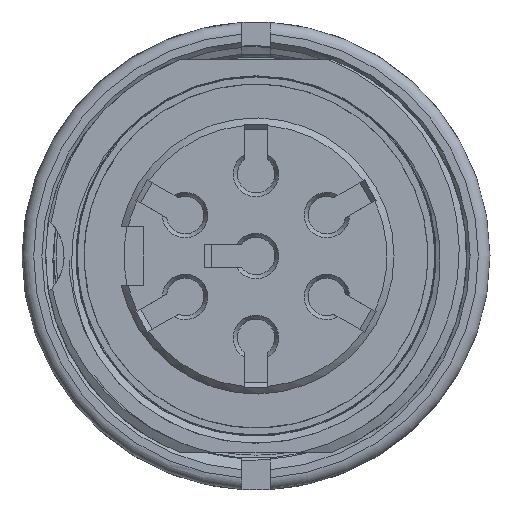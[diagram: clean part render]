
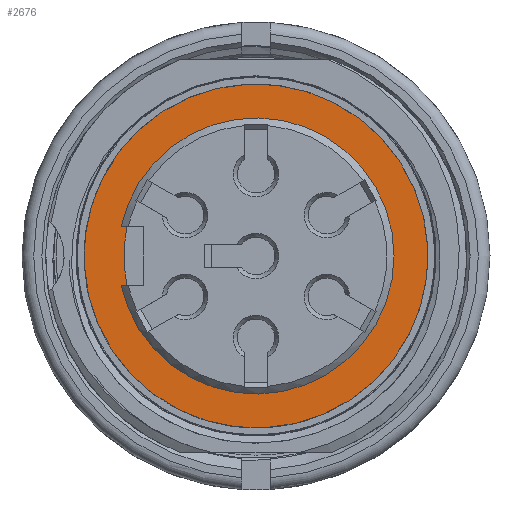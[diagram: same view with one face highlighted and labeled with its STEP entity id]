
A CAD part, front view. The second image highlights one B-rep face of the part: STEP entity #2676.
In plain terms, the highlighted planar face has unit normal (0, -1, 0).
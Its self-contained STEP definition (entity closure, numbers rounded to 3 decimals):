
#2043=FACE_BOUND('',#3755,.T.);
#2044=FACE_BOUND('',#3756,.T.);
#2294=PLANE('',#10759);
#2676=ADVANCED_FACE('',(#2043,#2044),#2294,.T.);
#3755=EDGE_LOOP('',(#6941));
#3756=EDGE_LOOP('',(#6942,#6943,#6944,#6945));
#4446=LINE('',#16428,#5122);
#4447=LINE('',#16429,#5123);
#5122=VECTOR('',#11968,1.);
#5123=VECTOR('',#11969,1.);
#6941=ORIENTED_EDGE('',*,*,#9773,.T.);
#6942=ORIENTED_EDGE('',*,*,#9778,.T.);
#6943=ORIENTED_EDGE('',*,*,#9779,.T.);
#6944=ORIENTED_EDGE('',*,*,#9774,.T.);
#6945=ORIENTED_EDGE('',*,*,#9780,.T.);
#8582=VERTEX_POINT('',#16414);
#8583=VERTEX_POINT('',#16417);
#8584=VERTEX_POINT('',#16418);
#8587=VERTEX_POINT('',#16426);
#8588=VERTEX_POINT('',#16427);
#9773=EDGE_CURVE('',#8582,#8582,#10423,.T.);
#9774=EDGE_CURVE('',#8583,#8584,#10424,.T.);
#9778=EDGE_CURVE('',#8587,#8588,#10426,.T.);
#9779=EDGE_CURVE('',#8588,#8583,#4446,.T.);
#9780=EDGE_CURVE('',#8584,#8587,#4447,.T.);
#10423=CIRCLE('',#10753,7.35);
#10424=CIRCLE('',#10755,5.65);
#10426=CIRCLE('',#10758,5.9);
#10753=AXIS2_PLACEMENT_3D('',#16413,#11954,#11955);
#10755=AXIS2_PLACEMENT_3D('',#16416,#11958,#11959);
#10758=AXIS2_PLACEMENT_3D('',#16425,#11966,#11967);
#10759=AXIS2_PLACEMENT_3D('',#16430,#11970,#11971);
#11954=DIRECTION('',(0.,-1.,0.));
#11955=DIRECTION('',(0.547,0.,-0.837));
#11958=DIRECTION('',(0.,1.,0.));
#11959=DIRECTION('',(0.547,0.,-0.837));
#11966=DIRECTION('',(0.,1.,0.));
#11967=DIRECTION('',(0.,0.,-1.));
#11968=DIRECTION('',(1.,0.,0.));
#11969=DIRECTION('',(-1.,0.,0.));
#11970=DIRECTION('',(0.,-1.,0.));
#11971=DIRECTION('',(0.837,0.,0.547));
#16413=CARTESIAN_POINT('',(0.596,-17.756,0.));
#16414=CARTESIAN_POINT('',(4.616,-17.756,-6.153));
#16416=CARTESIAN_POINT('',(0.596,-17.756,0.));
#16417=CARTESIAN_POINT('',(-4.914,-17.756,-1.25));
#16418=CARTESIAN_POINT('',(-4.914,-17.756,1.25));
#16425=CARTESIAN_POINT('',(0.596,-17.756,0.));
#16426=CARTESIAN_POINT('',(-5.17,-17.756,1.25));
#16427=CARTESIAN_POINT('',(-5.17,-17.756,-1.25));
#16428=CARTESIAN_POINT('',(-4.204,-17.756,-1.25));
#16429=CARTESIAN_POINT('',(-6.503,-17.756,1.25));
#16430=CARTESIAN_POINT('',(0.596,-17.756,0.));
